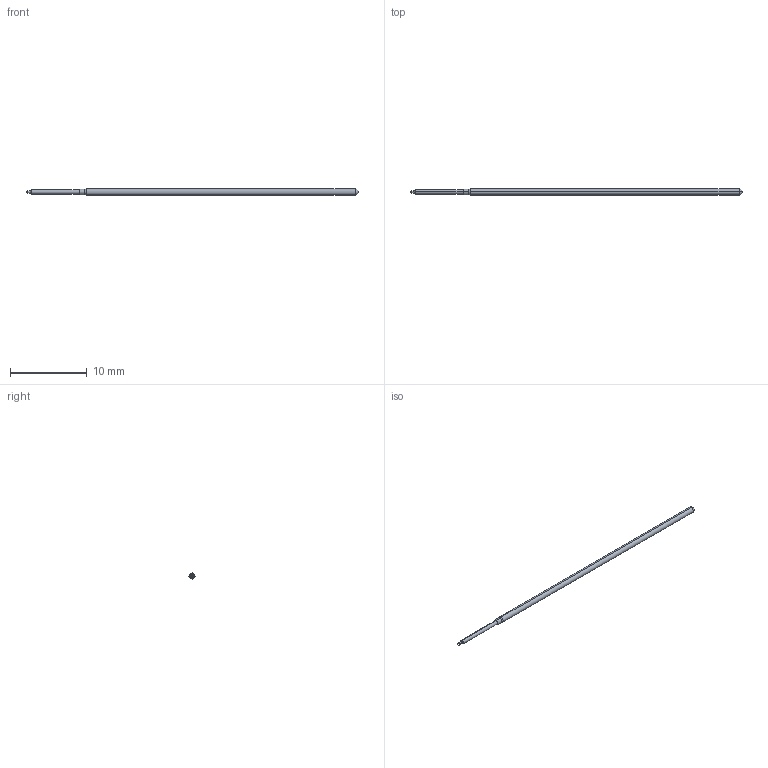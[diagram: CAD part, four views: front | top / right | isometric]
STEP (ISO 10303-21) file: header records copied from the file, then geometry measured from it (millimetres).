
FILE_DESCRIPTION (( 'STEP AP214' ), '1' );
FILE_NAME ('050-PRP2514_-_.STEP', '2013-05-07T19:05:06', ( 'spare' ), ( '' ), 'SwSTEP 2.0', 'SolidWorks 2012', '' );
FILE_SCHEMA (( 'AUTOMOTIVE_DESIGN' ));
Length unit declared in the file: inch
Products named in the file (1): 050-PRP2514_-_
Bounding box: 43.18 x 0.78 x 0.78 mm (x, y, z)
Volume: 18.7 mm3; surface area: 100.3 mm2
Topology: 1 solids, 1 shells, 32 faces, 72 edges, 43 vertices
Faces by surface type: cone 12, cylinder 12, plane 6, torus 2
Entity records: 967 total; most frequent: CARTESIAN_POINT 253, ORIENTED_EDGE 144, DIRECTION 138, EDGE_CURVE 72, AXIS2_PLACEMENT_3D 63, VERTEX_POINT 43, EDGE_LOOP 33, ADVANCED_FACE 32
